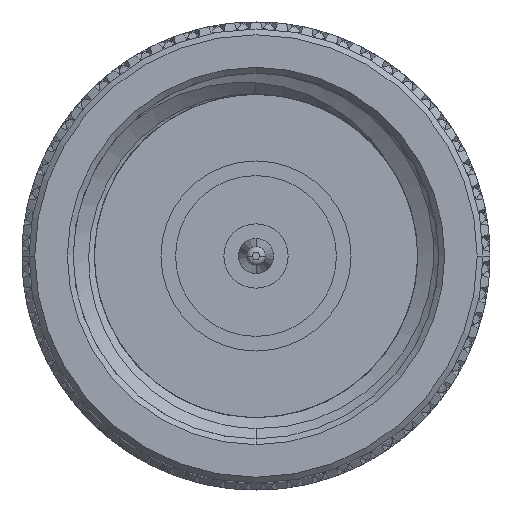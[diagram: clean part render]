
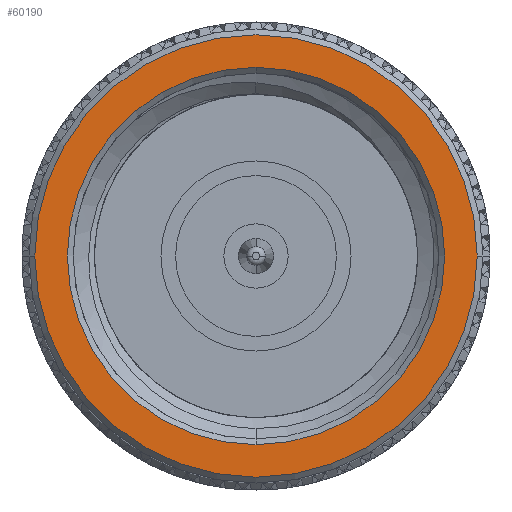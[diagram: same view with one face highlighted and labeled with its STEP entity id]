
A CAD part, front view. The second image highlights one B-rep face of the part: STEP entity #60190.
In plain terms, the highlighted face is planar.
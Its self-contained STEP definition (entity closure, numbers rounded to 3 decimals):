
#197 = EDGE_LOOP ( 'NONE', ( #9785, #80941 ) ) ;
#4820 = AXIS2_PLACEMENT_3D ( 'NONE', #37757, #30134, #97531 ) ;
#6268 = VERTEX_POINT ( 'NONE', #84430 ) ;
#6873 = CIRCLE ( 'NONE', #84186, 8.191 ) ;
#8713 = EDGE_LOOP ( 'NONE', ( #64709, #30122 ) ) ;
#9785 = ORIENTED_EDGE ( 'NONE', *, *, #58299, .T. ) ;
#9989 = CARTESIAN_POINT ( 'NONE',  ( 0., 9.603, 0. ) ) ;
#10226 = CARTESIAN_POINT ( 'NONE',  ( 0., 0., 0. ) ) ;
#10381 = EDGE_CURVE ( 'NONE', #47476, #41996, #85298, .T. ) ;
#16888 = DIRECTION ( 'NONE',  ( -1., 0., 0. ) ) ;
#17894 = DIRECTION ( 'NONE',  ( 0., -1., 0. ) ) ;
#24418 = AXIS2_PLACEMENT_3D ( 'NONE', #27318, #42575, #81030 ) ;
#27318 = CARTESIAN_POINT ( 'NONE',  ( 0., 0., 0. ) ) ;
#28146 = CARTESIAN_POINT ( 'NONE',  ( 0., -9.603, 0. ) ) ;
#30122 = ORIENTED_EDGE ( 'NONE', *, *, #35875, .T. ) ;
#30134 = DIRECTION ( 'NONE',  ( -1., 0., 0. ) ) ;
#30165 = CARTESIAN_POINT ( 'NONE',  ( 0., 9.857, 0. ) ) ;
#31125 = DIRECTION ( 'NONE',  ( 0., -1., 0. ) ) ;
#35875 = EDGE_CURVE ( 'NONE', #80845, #6268, #90549, .T. ) ;
#37757 = CARTESIAN_POINT ( 'NONE',  ( 0., 0., 0. ) ) ;
#41996 = VERTEX_POINT ( 'NONE', #9989 ) ;
#42575 = DIRECTION ( 'NONE',  ( 1., 0., 0. ) ) ;
#47476 = VERTEX_POINT ( 'NONE', #28146 ) ;
#51335 = AXIS2_PLACEMENT_3D ( 'NONE', #30165, #16888, #83243 ) ;
#53256 = AXIS2_PLACEMENT_3D ( 'NONE', #10226, #70683, #17894 ) ;
#58299 = EDGE_CURVE ( 'NONE', #41996, #47476, #67977, .T. ) ;
#60190 = ADVANCED_FACE ( 'NONE', ( #80927, #67901 ), #75635, .T. ) ;
#64709 = ORIENTED_EDGE ( 'NONE', *, *, #74989, .T. ) ;
#67901 = FACE_OUTER_BOUND ( 'NONE', #197, .T. ) ;
#67977 = CIRCLE ( 'NONE', #4820, 9.603 ) ;
#68999 = CARTESIAN_POINT ( 'NONE',  ( 0., 0., 0. ) ) ;
#70683 = DIRECTION ( 'NONE',  ( -1., 0., 0. ) ) ;
#74989 = EDGE_CURVE ( 'NONE', #6268, #80845, #6873, .T. ) ;
#75635 = PLANE ( 'NONE',  #51335 ) ;
#76569 = DIRECTION ( 'NONE',  ( 1., 0., 0. ) ) ;
#80845 = VERTEX_POINT ( 'NONE', #89845 ) ;
#80927 = FACE_BOUND ( 'NONE', #8713, .T. ) ;
#80941 = ORIENTED_EDGE ( 'NONE', *, *, #10381, .T. ) ;
#81030 = DIRECTION ( 'NONE',  ( 0., -1., 0. ) ) ;
#83243 = DIRECTION ( 'NONE',  ( 0., -1., 0. ) ) ;
#84186 = AXIS2_PLACEMENT_3D ( 'NONE', #68999, #76569, #31125 ) ;
#84430 = CARTESIAN_POINT ( 'NONE',  ( 0., 0., 8.191 ) ) ;
#85298 = CIRCLE ( 'NONE', #53256, 9.603 ) ;
#89845 = CARTESIAN_POINT ( 'NONE',  ( 0., 0., -8.191 ) ) ;
#90549 = CIRCLE ( 'NONE', #24418, 8.191 ) ;
#97531 = DIRECTION ( 'NONE',  ( 0., -1., 0. ) ) ;
